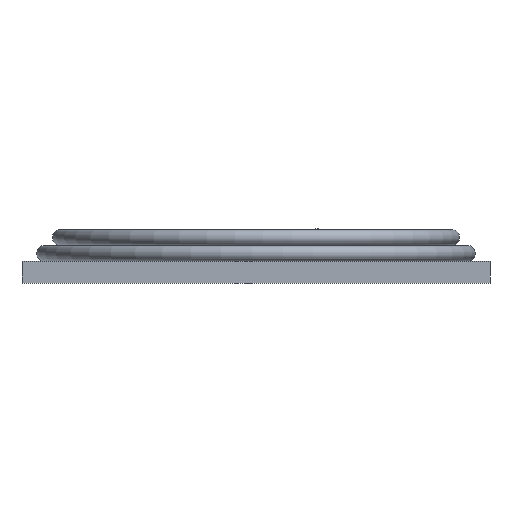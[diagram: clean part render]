
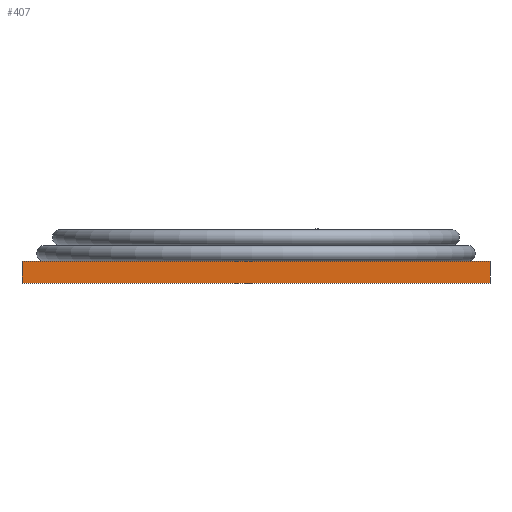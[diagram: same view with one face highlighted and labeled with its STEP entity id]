
A CAD part, left-side view. The second image highlights one B-rep face of the part: STEP entity #407.
In plain terms, the highlighted planar face has unit normal (-1, 0, 0).
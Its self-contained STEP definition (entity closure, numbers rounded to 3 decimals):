
#407 = ADVANCED_FACE( '', ( #906 ), #907, .T. );
#906 = FACE_OUTER_BOUND( '', #2880, .T. );
#907 = PLANE( '', #2881 );
#2880 = EDGE_LOOP( '', ( #5341, #5342, #5343, #5344 ) );
#2881 = AXIS2_PLACEMENT_3D( '', #5345, #5346, #5347 );
#5341 = ORIENTED_EDGE( '', *, *, #6503, .F. );
#5342 = ORIENTED_EDGE( '', *, *, #6339, .F. );
#5343 = ORIENTED_EDGE( '', *, *, #6652, .T. );
#5344 = ORIENTED_EDGE( '', *, *, #6653, .T. );
#5345 = CARTESIAN_POINT( '', ( -26.65, -26.65, 2.5 ) );
#5346 = DIRECTION( '', ( -1., 0., 0. ) );
#5347 = DIRECTION( '', ( 0., -1., 0. ) );
#6339 = EDGE_CURVE( '', #6888, #6884, #6890, .T. );
#6503 = EDGE_CURVE( '', #6884, #7159, #7160, .T. );
#6652 = EDGE_CURVE( '', #6888, #7389, #7390, .T. );
#6653 = EDGE_CURVE( '', #7389, #7159, #7391, .T. );
#6884 = VERTEX_POINT( '', #7751 );
#6888 = VERTEX_POINT( '', #7757 );
#6890 = LINE( '', #7760, #7761 );
#7159 = VERTEX_POINT( '', #8496 );
#7160 = LINE( '', #8497, #8498 );
#7389 = VERTEX_POINT( '', #9125 );
#7390 = LINE( '', #9126, #9127 );
#7391 = LINE( '', #9128, #9129 );
#7751 = CARTESIAN_POINT( '', ( -26.65, -26.65, 0. ) );
#7757 = CARTESIAN_POINT( '', ( -26.65, -26.65, 2.5 ) );
#7760 = CARTESIAN_POINT( '', ( -26.65, -26.65, 2.5 ) );
#7761 = VECTOR( '', #9882, 1000. );
#8496 = CARTESIAN_POINT( '', ( -26.65, 26.65, 0. ) );
#8497 = CARTESIAN_POINT( '', ( -26.65, -26.65, 0. ) );
#8498 = VECTOR( '', #9979, 1000. );
#9125 = CARTESIAN_POINT( '', ( -26.65, 26.65, 2.5 ) );
#9126 = CARTESIAN_POINT( '', ( -26.65, -26.65, 2.5 ) );
#9127 = VECTOR( '', #10082, 1000. );
#9128 = CARTESIAN_POINT( '', ( -26.65, 26.65, 2.5 ) );
#9129 = VECTOR( '', #10083, 1000. );
#9882 = DIRECTION( '', ( 0., 0., -1. ) );
#9979 = DIRECTION( '', ( 0., 1., 0. ) );
#10082 = DIRECTION( '', ( 0., 1., 0. ) );
#10083 = DIRECTION( '', ( 0., 0., -1. ) );
